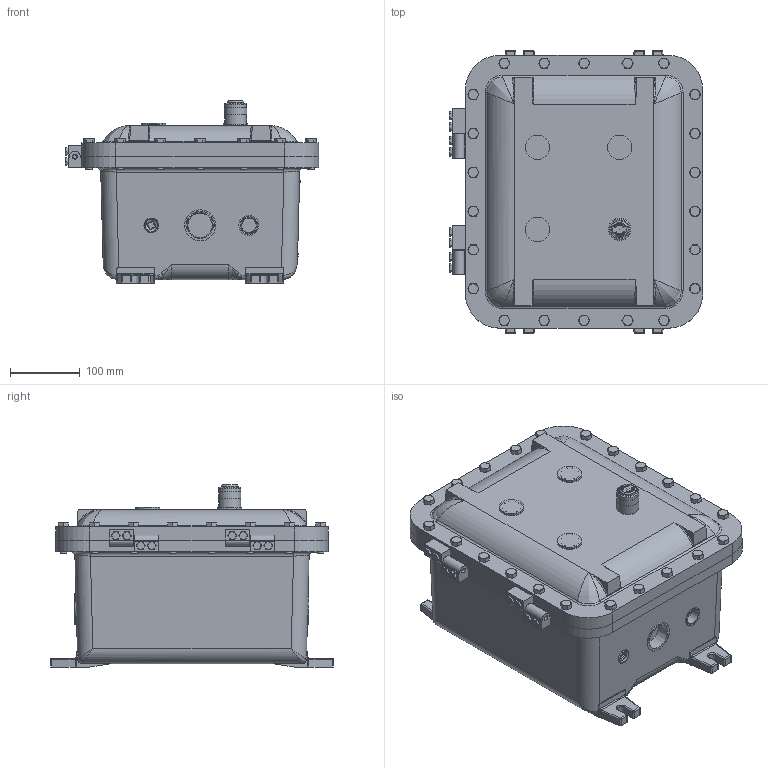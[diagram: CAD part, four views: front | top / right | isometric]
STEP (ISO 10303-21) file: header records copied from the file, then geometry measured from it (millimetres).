
FILE_DESCRIPTION( ( 'Unknown' ), '1' );
FILE_NAME( 'SA1998.stp', 'Unknown', ( 'Unknown' ), ( 'Unknown' ), 'PSStep 14.0', 'Unknown', ' ' );
FILE_SCHEMA( ( 'AUTOMOTIVE_DESIGN { 1 0 10303 214 1 1 1 1 }' ) );
Length unit declared in the file: inch
Products named in the file (41): 4834-1S; 4834-1; 5221-2; SA1998-3; 4363; 5264-10; 2-217; 5471-34-oa0; 4834-1L; 18026; 6014; 5133-31; SA1998-4; 1-145; 4375; 1-107; 4370-6; 5230; 5183-7_Dummy; 5182-2_Compressed; 4729_XRB_19129; 3112; 4757-1; 5455-2; SA1998-5; Assem1; SA1998-1; SA1998-2; 2-229; 3-26S; 6375-3; 6375-5; 4834-2; 2-506; 5850-9; 9164; 6199; 5523-19; 1-58; 2-189
Assembly tree (90 placements, depth 3):
  Assem1
    SA1998-1
    SA1998-2
    2-229  x22
    3-26S  x2
    6375-3
    6375-5  x2
    4834-2  x2
    2-506  x8
    5850-9
    9164
    6199  x4
    5523-19  x2
    1-58  x2
    2-189  x2
    SA1998-3
      4363  x4
      5264-10  x4
      2-217  x4
      5471-34-oa0
    SA1998-4
      1-145
      4375
      1-107
      4370-6
      5230
      5183-7_Dummy
      5182-2_Compressed
      5182-2_Compressed
      4729_XRB_19129
      3112
      4757-1
      5455-2
      SA1998-5
    18026  x3
      6014
      5133-31
    4834-1L
      4834-1
      5221-2
    4834-1S
      4834-1
      5221-2
Bounding box: 362.89 x 404.81 x 260.63 mm (x, y, z)
Volume: 8434296.9 mm3; surface area: 1261148.5 mm2
Topology: 87 solids, 87 shells, 2094 faces, 5134 edges, 3294 vertices
Faces by surface type: plane 1015, cylinder 538, cone 234, bspline 142, torus 103, sphere 40, extrusion 22
Full cylindrical faces by diameter (mm): 0.737 x2, 0.762 x2, 1.397 x1, 1.854 x4, 2.156 x1, 2.362 x4, 2.845 x1, 3.307 x5, 3.967 x9, 4.166 x1, 4.369 x1, 4.976 x28, 5.842 x1, 6.096 x2, 6.286 x1, 6.346 x3, 6.35 x19, 6.388 x1, 6.426 x1, 6.439 x2, 6.566 x1, 6.629 x8, 7.137 x2, 7.805 x22, 7.938 x4, 9.525 x22, 10.16 x10, 10.319 x22, 11.913 x4, 12.141 x4
Entity records: 55526 total; most frequent: CARTESIAN_POINT 19060, DIRECTION 5332, ORIENTED_EDGE 5302, EDGE_CURVE 2651, AXIS2_PLACEMENT_3D 2149, VERTEX_POINT 1850, EDGE_LOOP 1741, FACE_OUTER_BOUND 1415
